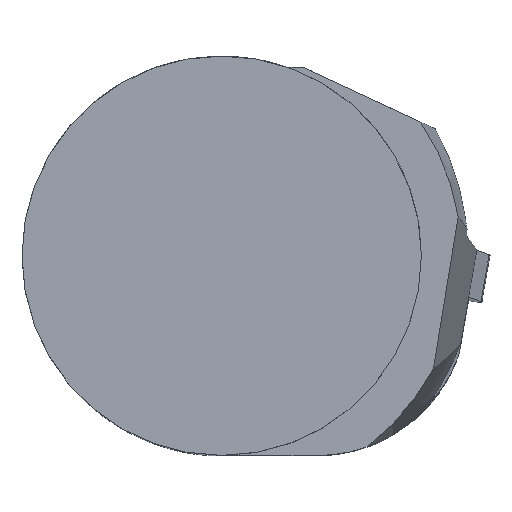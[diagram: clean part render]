
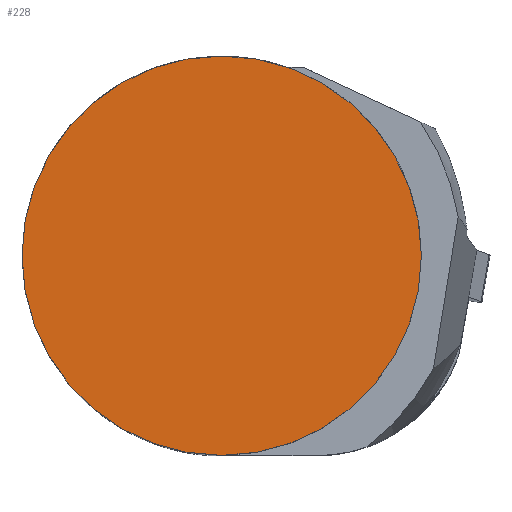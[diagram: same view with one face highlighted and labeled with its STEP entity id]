
A CAD part, top view. The second image highlights one B-rep face of the part: STEP entity #228.
In plain terms, the highlighted planar face has unit normal (0, 0, 1).
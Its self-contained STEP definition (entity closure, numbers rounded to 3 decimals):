
#184=FACE_OUTER_BOUND('',#442,.T.);
#228=ADVANCED_FACE('',(#184),#258,.T.);
#258=PLANE('',#1058);
#442=EDGE_LOOP('',(#653));
#653=ORIENTED_EDGE('',*,*,#827,.T.);
#737=VERTEX_POINT('',#1533);
#827=EDGE_CURVE('',#737,#737,#890,.T.);
#890=CIRCLE('',#1020,20.);
#1020=AXIS2_PLACEMENT_3D('',#1532,#1203,#1204);
#1058=AXIS2_PLACEMENT_3D('',#1659,#1299,#1300);
#1203=DIRECTION('',(0.,0.,1.));
#1204=DIRECTION('',(1.,0.,0.));
#1299=DIRECTION('',(0.,0.,1.));
#1300=DIRECTION('',(1.,0.,0.));
#1532=CARTESIAN_POINT('',(0.,0.,0.));
#1533=CARTESIAN_POINT('',(20.,0.,0.));
#1659=CARTESIAN_POINT('',(0.,0.,0.));
